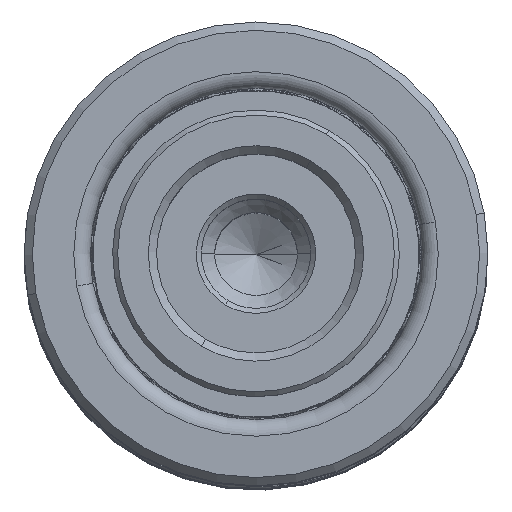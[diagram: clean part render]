
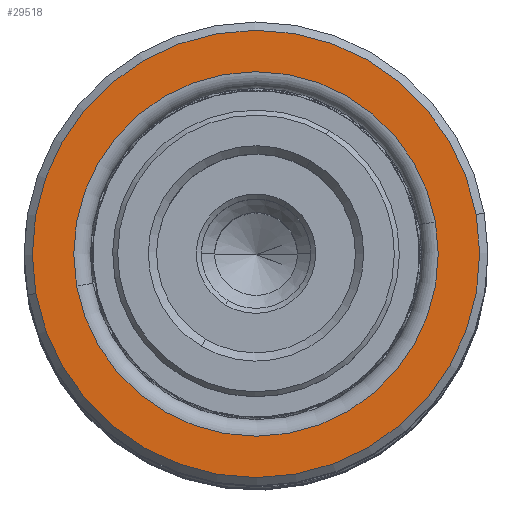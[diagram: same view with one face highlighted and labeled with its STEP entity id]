
A CAD part, top view. The second image highlights one B-rep face of the part: STEP entity #29518.
In plain terms, the highlighted face is planar.
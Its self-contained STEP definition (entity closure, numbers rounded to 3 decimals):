
#674 = CARTESIAN_POINT ( 'NONE',  ( 13.5, 0., 0. ) ) ;
#708 = EDGE_CURVE ( 'NONE', #21458, #1243, #10150, .T. ) ;
#1243 = VERTEX_POINT ( 'NONE', #6003 ) ;
#3633 = DIRECTION ( 'NONE',  ( 0., 0., 1. ) ) ;
#3680 = EDGE_CURVE ( 'NONE', #1243, #21458, #27204, .T. ) ;
#4470 = CARTESIAN_POINT ( 'NONE',  ( 0., 0., 0. ) ) ;
#6003 = CARTESIAN_POINT ( 'NONE',  ( 11., 0., 0. ) ) ;
#7150 = DIRECTION ( 'NONE',  ( 0., 0., 1. ) ) ;
#7481 = EDGE_LOOP ( 'NONE', ( #28971, #10605 ) ) ;
#7578 = DIRECTION ( 'NONE',  ( 0., 0., -1. ) ) ;
#8986 = AXIS2_PLACEMENT_3D ( 'NONE', #17518, #16362, #29963 ) ;
#9748 = FACE_OUTER_BOUND ( 'NONE', #7481, .T. ) ;
#10150 = CIRCLE ( 'NONE', #8986, 11. ) ;
#10153 = CIRCLE ( 'NONE', #22740, 13.5 ) ;
#10272 = EDGE_CURVE ( 'NONE', #33390, #33951, #11844, .T. ) ;
#10605 = ORIENTED_EDGE ( 'NONE', *, *, #10272, .T. ) ;
#11100 = ORIENTED_EDGE ( 'NONE', *, *, #708, .T. ) ;
#11844 = CIRCLE ( 'NONE', #17384, 13.5 ) ;
#14069 = DIRECTION ( 'NONE',  ( 0., 0., -1. ) ) ;
#16362 = DIRECTION ( 'NONE',  ( 0., 0., 1. ) ) ;
#16727 = ORIENTED_EDGE ( 'NONE', *, *, #3680, .T. ) ;
#16824 = FACE_BOUND ( 'NONE', #18325, .T. ) ;
#17384 = AXIS2_PLACEMENT_3D ( 'NONE', #30099, #14069, #32766 ) ;
#17518 = CARTESIAN_POINT ( 'NONE',  ( 0., 0., 0. ) ) ;
#18325 = EDGE_LOOP ( 'NONE', ( #16727, #11100 ) ) ;
#19590 = CARTESIAN_POINT ( 'NONE',  ( 0., 0., 0. ) ) ;
#20184 = CARTESIAN_POINT ( 'NONE',  ( -13.5, 0., 0. ) ) ;
#20449 = PLANE ( 'NONE',  #27065 ) ;
#21458 = VERTEX_POINT ( 'NONE', #29017 ) ;
#22304 = DIRECTION ( 'NONE',  ( 1., 0., 0. ) ) ;
#22740 = AXIS2_PLACEMENT_3D ( 'NONE', #23582, #7578, #26274 ) ;
#23582 = CARTESIAN_POINT ( 'NONE',  ( 0., 0., 0. ) ) ;
#25865 = DIRECTION ( 'NONE',  ( 1., 0., 0. ) ) ;
#26274 = DIRECTION ( 'NONE',  ( 1., 0., 0. ) ) ;
#27065 = AXIS2_PLACEMENT_3D ( 'NONE', #4470, #7150, #25865 ) ;
#27204 = CIRCLE ( 'NONE', #33826, 11. ) ;
#28971 = ORIENTED_EDGE ( 'NONE', *, *, #33693, .T. ) ;
#29017 = CARTESIAN_POINT ( 'NONE',  ( -11., 0., 0. ) ) ;
#29518 = ADVANCED_FACE ( 'NONE', ( #16824, #9748 ), #20449, .F. ) ;
#29963 = DIRECTION ( 'NONE',  ( 1., 0., 0. ) ) ;
#30099 = CARTESIAN_POINT ( 'NONE',  ( 0., 0., 0. ) ) ;
#32766 = DIRECTION ( 'NONE',  ( 1., 0., 0. ) ) ;
#33390 = VERTEX_POINT ( 'NONE', #20184 ) ;
#33693 = EDGE_CURVE ( 'NONE', #33951, #33390, #10153, .T. ) ;
#33826 = AXIS2_PLACEMENT_3D ( 'NONE', #19590, #3633, #22304 ) ;
#33951 = VERTEX_POINT ( 'NONE', #674 ) ;
